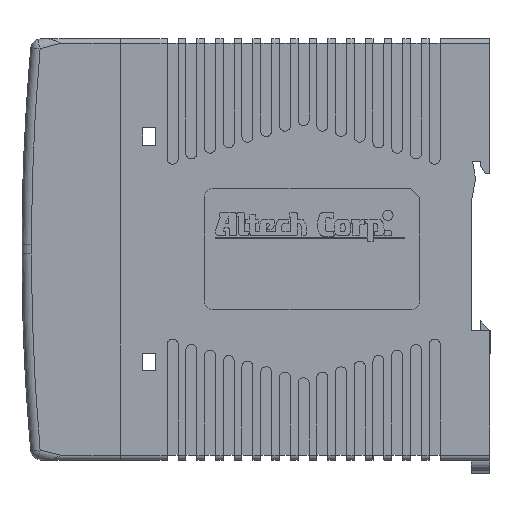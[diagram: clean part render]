
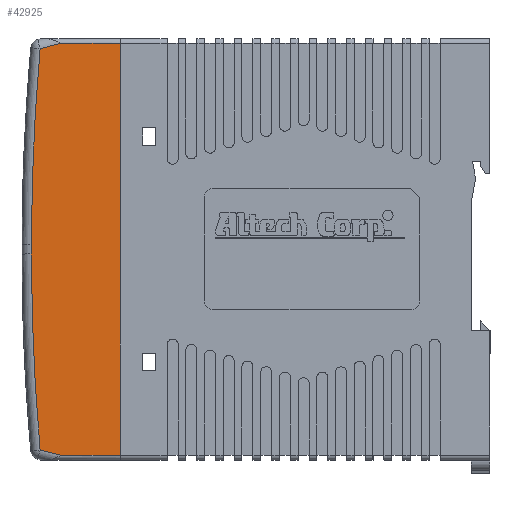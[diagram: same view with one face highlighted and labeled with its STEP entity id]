
A CAD part, top view. The second image highlights one B-rep face of the part: STEP entity #42925.
In plain terms, the highlighted face is planar.
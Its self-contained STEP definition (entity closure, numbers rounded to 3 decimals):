
#42223=CARTESIAN_POINT('',(-50.339,-70.214,0.0));
#42224=VERTEX_POINT('',#42223);
#42232=CARTESIAN_POINT('',(-37.585,-70.214,0.0));
#42233=VERTEX_POINT('',#42232);
#42234=CARTESIAN_POINT('',(-50.339,-70.214,0.0));
#42235=DIRECTION('',(1.0,0.0,0.0));
#42236=VECTOR('',#42235,12.754);
#42237=LINE('',#42234,#42236);
#42238=EDGE_CURVE('',#42224,#42233,#42237,.T.);
#42267=CARTESIAN_POINT('',(-33.203,-69.118,0.0));
#42268=VERTEX_POINT('',#42267);
#42379=CARTESIAN_POINT('',(-33.203,16.69,0.0));
#42380=VERTEX_POINT('',#42379);
#42544=CARTESIAN_POINT('',(-31.339,-25.214,0.0));
#42545=VERTEX_POINT('',#42544);
#42553=CARTESIAN_POINT('',(-503.401,-25.214,0.0));
#42554=DIRECTION('',(0.0,0.0,1.0));
#42555=DIRECTION('',(0.999,0.046,0.0));
#42556=AXIS2_PLACEMENT_3D('',#42553,#42554,#42555);
#42557=CIRCLE('',#42556,472.063);
#42558=EDGE_CURVE('',#42545,#42380,#42557,.T.);
#42579=CARTESIAN_POINT('',(-37.585,17.786,0.));
#42580=VERTEX_POINT('',#42579);
#42581=CARTESIAN_POINT('',(-33.203,16.69,0.0));
#42582=DIRECTION('',(-0.97,0.243,0.0));
#42583=VECTOR('',#42582,4.518);
#42584=LINE('',#42581,#42583);
#42585=EDGE_CURVE('',#42380,#42580,#42584,.T.);
#42633=CARTESIAN_POINT('',(-31.339,-27.214,0.0));
#42634=VERTEX_POINT('',#42633);
#42642=CARTESIAN_POINT('',(-31.339,-27.214,0.0));
#42643=DIRECTION('',(0.0,1.0,0.0));
#42644=VECTOR('',#42643,2.);
#42645=LINE('',#42642,#42644);
#42646=EDGE_CURVE('',#42634,#42545,#42645,.T.);
#42663=CARTESIAN_POINT('',(-50.339,17.786,0.0));
#42664=VERTEX_POINT('',#42663);
#42681=CARTESIAN_POINT('',(-37.585,17.786,0.0));
#42682=DIRECTION('',(-1.0,0.0,0.0));
#42683=VECTOR('',#42682,12.754);
#42684=LINE('',#42681,#42683);
#42685=EDGE_CURVE('',#42580,#42664,#42684,.T.);
#42760=CARTESIAN_POINT('',(-503.401,-27.214,0.0));
#42761=DIRECTION('',(0.0,0.0,1.0));
#42762=DIRECTION('',(0.999,-0.046,0.0));
#42763=AXIS2_PLACEMENT_3D('',#42760,#42761,#42762);
#42764=CIRCLE('',#42763,472.062);
#42765=EDGE_CURVE('',#42268,#42634,#42764,.T.);
#42775=CARTESIAN_POINT('',(-37.585,-70.214,0.0));
#42776=DIRECTION('',(0.97,0.243,0.0));
#42777=VECTOR('',#42776,4.518);
#42778=LINE('',#42775,#42777);
#42779=EDGE_CURVE('',#42233,#42268,#42778,.T.);
#42905=CARTESIAN_POINT('',(-40.333,-26.214,0.0));
#42906=DIRECTION('',(0.0,0.0,1.0));
#42907=DIRECTION('',(1.0,0.0,0.0));
#42908=AXIS2_PLACEMENT_3D('',#42905,#42906,#42907);
#42909=PLANE('',#42908);
#42910=ORIENTED_EDGE('',*,*,#42685,.F.);
#42911=ORIENTED_EDGE('',*,*,#42585,.F.);
#42912=ORIENTED_EDGE('',*,*,#42558,.F.);
#42913=ORIENTED_EDGE('',*,*,#42646,.F.);
#42914=ORIENTED_EDGE('',*,*,#42765,.F.);
#42915=ORIENTED_EDGE('',*,*,#42779,.F.);
#42916=ORIENTED_EDGE('',*,*,#42238,.F.);
#42917=CARTESIAN_POINT('',(-50.339,17.786,0.0));
#42918=DIRECTION('',(0.0,-1.0,0.0));
#42919=VECTOR('',#42918,88.0);
#42920=LINE('',#42917,#42919);
#42921=EDGE_CURVE('',#42664,#42224,#42920,.T.);
#42922=ORIENTED_EDGE('',*,*,#42921,.F.);
#42923=EDGE_LOOP('',(#42910,#42911,#42912,#42913,#42914,#42915,#42916,#42922));
#42924=FACE_OUTER_BOUND('',#42923,.T.);
#42925=ADVANCED_FACE('',(#42924),#42909,.F.);
